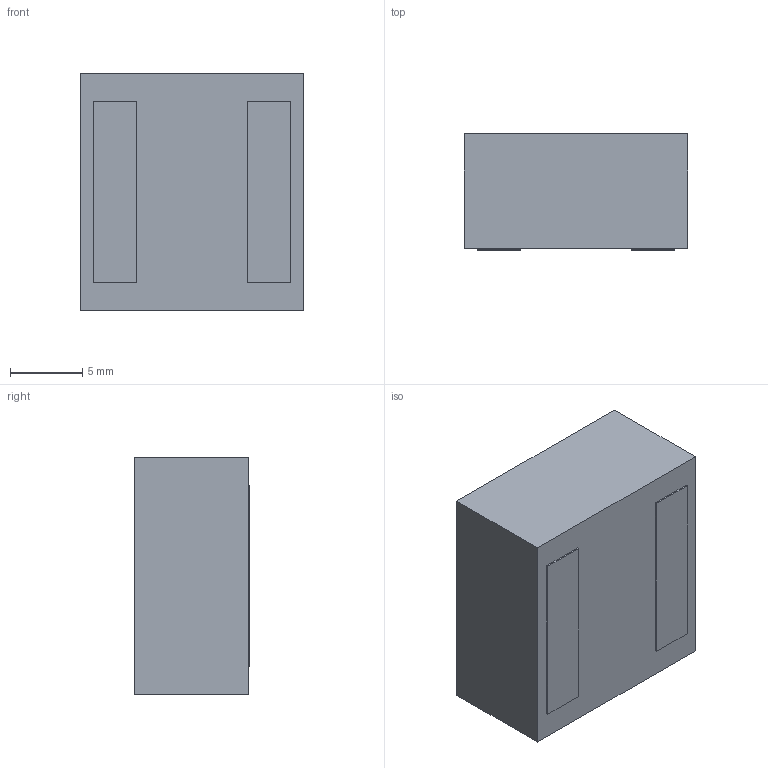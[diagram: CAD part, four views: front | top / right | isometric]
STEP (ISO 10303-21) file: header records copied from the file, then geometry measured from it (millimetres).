
FILE_DESCRIPTION (( 'STEP AP214' ), '1' );
FILE_NAME ('Coilcraft-XAL1580-532.STEP', '2019-03-27T15:27:47', ( '' ), ( '' ), 'SwSTEP 2.0', 'SolidWorks 2019', '' );
FILE_SCHEMA (( 'AUTOMOTIVE_DESIGN' ));
Length unit declared in the file: millimetre
Products named in the file (1): Coilcraft-XAL1580-532
Bounding box: 15.4 x 8 x 16.4 mm (x, y, z)
Volume: 2002.7 mm3; surface area: 1013.8 mm2
Topology: 1 solids, 1 shells, 86 faces, 187 edges, 110 vertices
Faces by surface type: bspline 48, plane 38
Entity records: 4857 total; most frequent: CARTESIAN_POINT 3170, ORIENTED_EDGE 374, EDGE_CURVE 187, DIRECTION 148, B_SPLINE_CURVE_WITH_KNOTS 117, VERTEX_POINT 110, EDGE_LOOP 93, FACE_OUTER_BOUND 86
